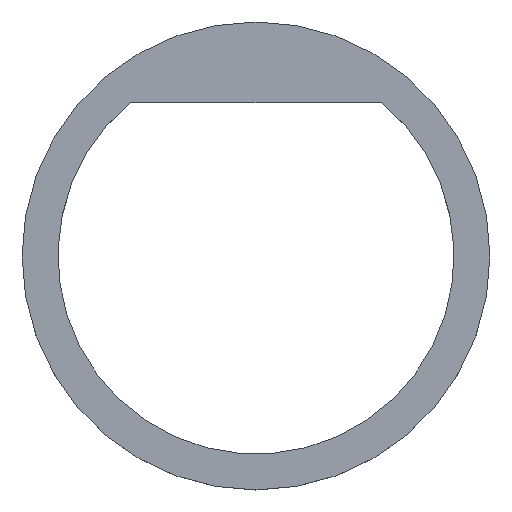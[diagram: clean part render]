
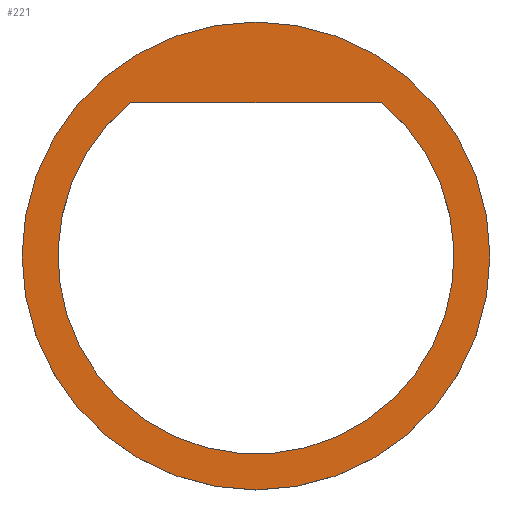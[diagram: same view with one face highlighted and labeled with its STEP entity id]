
A CAD part, top view. The second image highlights one B-rep face of the part: STEP entity #221.
In plain terms, the highlighted planar face has unit normal (0, 0, 1).
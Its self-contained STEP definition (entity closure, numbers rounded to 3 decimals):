
#134=CARTESIAN_POINT('',(0.,0.,0.));
#135=DIRECTION('',(0.,0.,1.));
#136=DIRECTION('',(1.,0.,0.));
#137=AXIS2_PLACEMENT_3D('',#134,#135,#136);
#139=CARTESIAN_POINT('',(0.,0.,0.));
#140=DIRECTION('',(0.,0.,1.));
#141=DIRECTION('',(-1.,0.,0.));
#142=AXIS2_PLACEMENT_3D('',#139,#140,#141);
#144=DIRECTION('',(1.,0.,0.));
#145=VECTOR('',#144,24.093);
#146=CARTESIAN_POINT('',(-12.047,14.757,0.));
#147=LINE('',#146,#145);
#148=CARTESIAN_POINT('',(0.,0.,0.));
#149=DIRECTION('',(0.,0.,-1.));
#150=DIRECTION('',(0.632,0.775,0.));
#151=AXIS2_PLACEMENT_3D('',#148,#149,#150);
#188=CARTESIAN_POINT('',(22.5,0.,0.));
#189=CARTESIAN_POINT('',(-22.5,0.,0.));
#190=VERTEX_POINT('',#188);
#191=VERTEX_POINT('',#189);
#196=CARTESIAN_POINT('',(-12.047,14.757,0.));
#197=CARTESIAN_POINT('',(12.047,14.757,0.));
#198=VERTEX_POINT('',#196);
#199=VERTEX_POINT('',#197);
#204=CARTESIAN_POINT('',(0.,0.,0.));
#205=DIRECTION('',(0.,0.,1.));
#206=DIRECTION('',(1.,0.,0.));
#207=AXIS2_PLACEMENT_3D('',#204,#205,#206);
#208=PLANE('',#207);
#210=ORIENTED_EDGE('',*,*,#209,.F.);
#212=ORIENTED_EDGE('',*,*,#211,.F.);
#213=EDGE_LOOP('',(#210,#212));
#214=FACE_OUTER_BOUND('',#213,.F.);
#216=ORIENTED_EDGE('',*,*,#215,.F.);
#218=ORIENTED_EDGE('',*,*,#217,.F.);
#219=EDGE_LOOP('',(#216,#218));
#220=FACE_BOUND('',#219,.F.);
#138=CIRCLE('',#137,22.5);
#143=CIRCLE('',#142,22.5);
#152=CIRCLE('',#151,19.05);
#209=EDGE_CURVE('',#190,#191,#138,.T.);
#211=EDGE_CURVE('',#191,#190,#143,.T.);
#215=EDGE_CURVE('',#198,#199,#147,.T.);
#217=EDGE_CURVE('',#199,#198,#152,.T.);
#221=ADVANCED_FACE('',(#214,#220),#208,.T.);
